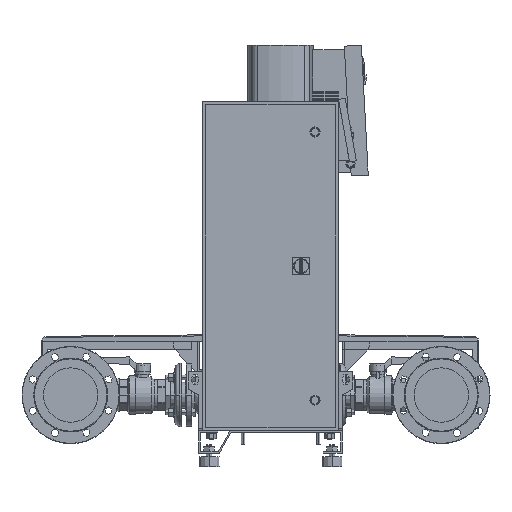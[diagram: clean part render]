
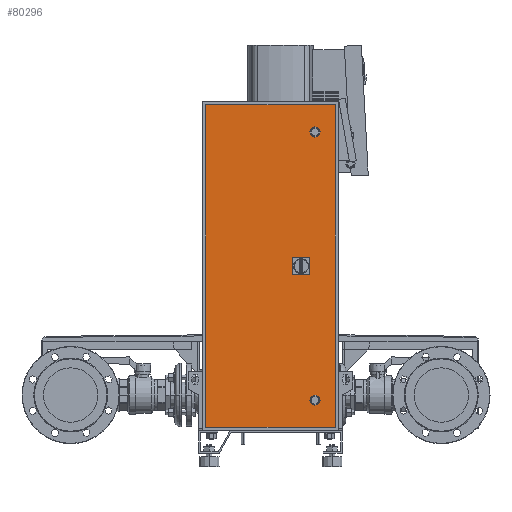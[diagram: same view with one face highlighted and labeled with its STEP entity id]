
A CAD part, left-side view. The second image highlights one B-rep face of the part: STEP entity #80296.
In plain terms, the highlighted free-form (B-spline) face has degree [1, 1] with [2, 2] control points.
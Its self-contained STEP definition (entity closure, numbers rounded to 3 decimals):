
#79816=CARTESIAN_POINT('',(-200.0,-130.0,180.0));
#79817=VERTEX_POINT('',#79816);
#79833=CARTESIAN_POINT('',(-200.0,-130.0,210.0));
#79834=VERTEX_POINT('',#79833);
#79841=CARTESIAN_POINT('',(-200.0,-130.0,195.0));
#79842=DIRECTION('',(1.0,0.0,0.0));
#79843=DIRECTION('',(0.0,0.0,-1.0));
#79844=AXIS2_PLACEMENT_3D('',#79841,#79842,#79843);
#79845=CIRCLE('',#79844,15.0);
#79846=EDGE_CURVE('',#79817,#79834,#79845,.T.);
#79898=CARTESIAN_POINT('',(-200.0,-130.0,965.0));
#79899=VERTEX_POINT('',#79898);
#79915=CARTESIAN_POINT('',(-200.0,-130.0,995.0));
#79916=VERTEX_POINT('',#79915);
#79923=CARTESIAN_POINT('',(-200.0,-130.0,980.0));
#79924=DIRECTION('',(1.0,0.0,0.0));
#79925=DIRECTION('',(0.0,0.0,-1.0));
#79926=AXIS2_PLACEMENT_3D('',#79923,#79924,#79925);
#79927=CIRCLE('',#79926,15.0);
#79928=EDGE_CURVE('',#79899,#79916,#79927,.T.);
#80037=CARTESIAN_POINT('',(-200.0,-130.0,980.0));
#80038=DIRECTION('',(1.0,0.0,0.0));
#80039=DIRECTION('',(0.0,0.0,-1.0));
#80040=AXIS2_PLACEMENT_3D('',#80037,#80038,#80039);
#80041=CIRCLE('',#80040,15.0);
#80042=EDGE_CURVE('',#79916,#79899,#80041,.T.);
#80093=CARTESIAN_POINT('',(-200.0,-130.0,195.0));
#80094=DIRECTION('',(1.0,0.0,0.0));
#80095=DIRECTION('',(0.0,0.0,-1.0));
#80096=AXIS2_PLACEMENT_3D('',#80093,#80094,#80095);
#80097=CIRCLE('',#80096,15.0);
#80098=EDGE_CURVE('',#79834,#79817,#80097,.T.);
#80186=CARTESIAN_POINT('',(-200.,190.,1060.0));
#80187=VERTEX_POINT('',#80186);
#80188=CARTESIAN_POINT('',(-200.,190.0,115.0));
#80189=VERTEX_POINT('',#80188);
#80190=CARTESIAN_POINT('',(-200.,190.,1060.0));
#80191=DIRECTION('',(0.0,0.0,-1.0));
#80192=VECTOR('',#80191,945.0);
#80193=LINE('',#80190,#80192);
#80194=EDGE_CURVE('',#80187,#80189,#80193,.T.);
#80217=CARTESIAN_POINT('',(-200.0,-190.0,115.0));
#80218=VERTEX_POINT('',#80217);
#80219=CARTESIAN_POINT('',(-200.,190.0,115.0));
#80220=DIRECTION('',(0.0,-1.0,0.0));
#80221=VECTOR('',#80220,380.0);
#80222=LINE('',#80219,#80221);
#80223=EDGE_CURVE('',#80189,#80218,#80222,.T.);
#80241=CARTESIAN_POINT('',(-200.0,-190.0,1060.0));
#80242=VERTEX_POINT('',#80241);
#80243=CARTESIAN_POINT('',(-200.0,-190.0,115.0));
#80244=DIRECTION('',(0.0,0.0,1.0));
#80245=VECTOR('',#80244,945.0);
#80246=LINE('',#80243,#80245);
#80247=EDGE_CURVE('',#80218,#80242,#80246,.T.);
#80265=CARTESIAN_POINT('',(-200.0,-190.0,1060.0));
#80266=DIRECTION('',(0.0,1.0,0.0));
#80267=VECTOR('',#80266,380.);
#80268=LINE('',#80265,#80267);
#80269=EDGE_CURVE('',#80242,#80187,#80268,.T.);
#80277=CARTESIAN_POINT('',(-200.0,190.0,1060.0));
#80278=CARTESIAN_POINT('',(-200.0,190.0,115.0));
#80279=CARTESIAN_POINT('',(-200.,-190.0,1060.0));
#80280=CARTESIAN_POINT('',(-200.0,-190.0,115.0));
#80281=B_SPLINE_SURFACE_WITH_KNOTS('',1,1,((#80277,#80279),(#80278,#80280)),.UNSPECIFIED.,.F.,.F.,.U.,(2,2),(2,2),(0.0,945.0),(0.0,380.0),.UNSPECIFIED.);
#80282=ORIENTED_EDGE('',*,*,#80194,.T.);
#80283=ORIENTED_EDGE('',*,*,#80223,.T.);
#80284=ORIENTED_EDGE('',*,*,#80247,.T.);
#80285=ORIENTED_EDGE('',*,*,#80269,.T.);
#80286=EDGE_LOOP('',(#80282,#80283,#80284,#80285));
#80287=FACE_OUTER_BOUND('',#80286,.T.);
#80288=ORIENTED_EDGE('',*,*,#80098,.T.);
#80289=ORIENTED_EDGE('',*,*,#79846,.T.);
#80290=EDGE_LOOP('',(#80288,#80289));
#80291=FACE_BOUND('',#80290,.T.);
#80292=ORIENTED_EDGE('',*,*,#80042,.T.);
#80293=ORIENTED_EDGE('',*,*,#79928,.T.);
#80294=EDGE_LOOP('',(#80292,#80293));
#80295=FACE_BOUND('',#80294,.T.);
#80296=ADVANCED_FACE('',(#80287,#80291,#80295),#80281,.T.);
